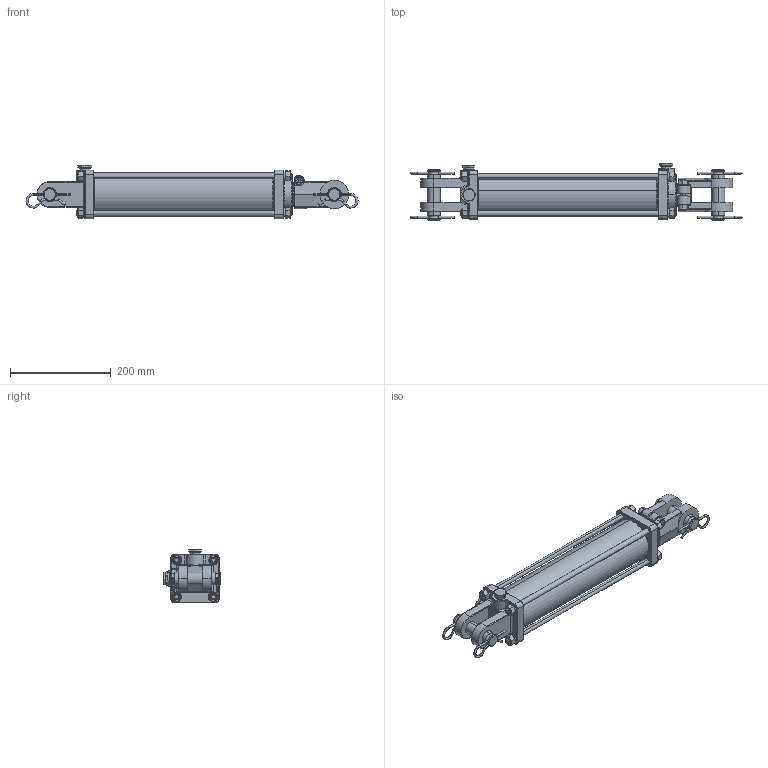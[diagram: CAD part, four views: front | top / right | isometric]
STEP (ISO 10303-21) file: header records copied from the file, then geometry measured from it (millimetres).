
FILE_DESCRIPTION (( 'STEP AP214' ), '1' );
FILE_NAME ('TRC 3õ12.STEP', '2023-08-21T11:31:51', ( '' ), ( '' ), 'SwSTEP 2.0', 'SolidWorks 2014', '' );
FILE_SCHEMA (( 'AUTOMOTIVE_DESIGN' ));
Length unit declared in the file: millimetre
Products named in the file (18): +蹠嚫 12 ++TT 6402-70; +ðùúð ¦12x1,5-6H (S18) ++TT 5915-70; -鶞蹖鉤7; 鏡錪諘; Tñþ¨úð; 幄鍧; Êðûøêà ïåðåäíÿÿ; -鶞蹖鉤8; Êðûøêà çàäíÿÿ; +ðùúð ¦10x1,25-6H (S16) ++TT 5915-70; Âèëêà; -鶞蹖鉤4; ﾏ琿褻; -鶞蹖鉤3; Øïèëüêà; Tøýª ¸ ¡øûøýô¨ø¢õ¸úþù óþûþòúþù ø °õ¸ªøó¨ðýývü ºóûºñûõýøõü ÿþô úû¦¢ ++TT ¦ LT+ 12474 - ¦10 x 1,25 x 5; TRC 3õ12; +蹠嚫 10T ++TT 6402-70
Assembly tree (38 placements, depth 3):
  TRC 3õ12
    幄鍧
    -鶞蹖鉤3
    -鶞蹖鉤4
    Êðûøêà çàäíÿÿ
    Âèëêà
    Tñþ¨úð  x2
      ﾏ琿褻
      -鶞蹖鉤7
    -鶞蹖鉤8  x3
    Tøýª ¸ ¡øûøýô¨ø¢õ¸úþù óþûþòúþù ø °õ¸ªøó¨ðýývü ºóûºñûõýøõü ÿþô úû¦¢ ++TT ¦ LT+ 12474 - ¦10 x 1,25 x 5
    +蹠嚫 10T ++TT 6402-70
    +ðùúð ¦10x1,25-6H (S16) ++TT 5915-70
    Êðûøêà ïåðåäíÿÿ
    +蹠嚫 12 ++TT 6402-70  x8
    +ðùúð ¦12x1,5-6H (S18) ++TT 5915-70  x8
    鏡錪諘
    Øïèëüêà  x4
Bounding box: 659.5 x 114 x 106 mm (x, y, z)
Volume: 1944499.1 mm3; surface area: 508518.2 mm2
Topology: 39 solids, 39 shells, 1018 faces, 2394 edges, 1439 vertices
Faces by surface type: cylinder 341, plane 255, cone 238, bspline 184
Entity records: 39792 total; most frequent: CARTESIAN_POINT 16733, ORIENTED_EDGE 3230, DIRECTION 3118, EDGE_CURVE 1615, AXIS2_PLACEMENT_3D 1286, VERTEX_POINT 981, EDGE_LOOP 760, CIRCLE 712
